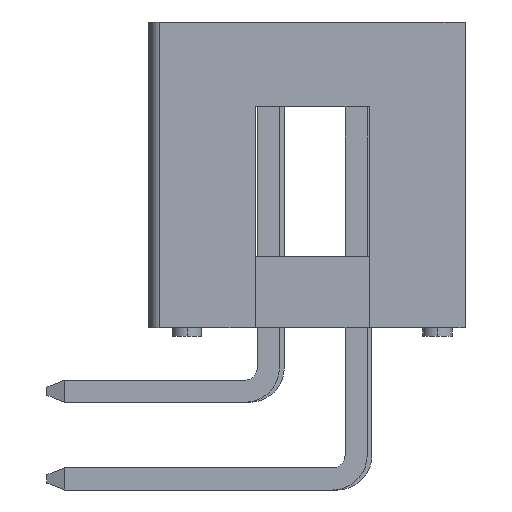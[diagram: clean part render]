
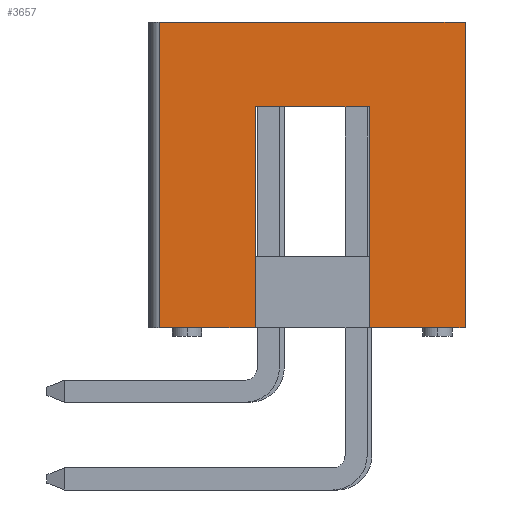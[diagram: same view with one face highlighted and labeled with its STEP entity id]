
A CAD part, left-side view. The second image highlights one B-rep face of the part: STEP entity #3657.
In plain terms, the highlighted planar face has unit normal (-1, 0, 0).
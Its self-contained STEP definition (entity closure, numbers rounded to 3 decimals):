
#3657=ADVANCED_FACE('',(#7548),#7549,.T.);
#7548=FACE_OUTER_BOUND('',#12014,.T.);
#7549=PLANE('',#12015);
#12014=EDGE_LOOP('',(#21328,#21329,#21330,#21331,#21332,#21333,#21334,#21335));
#12015=AXIS2_PLACEMENT_3D('',#21336,#21337,#21338);
#21328=ORIENTED_EDGE('',*,*,#28237,.T.);
#21329=ORIENTED_EDGE('',*,*,#28238,.T.);
#21330=ORIENTED_EDGE('',*,*,#27979,.F.);
#21331=ORIENTED_EDGE('',*,*,#28229,.T.);
#21332=ORIENTED_EDGE('',*,*,#28239,.T.);
#21333=ORIENTED_EDGE('',*,*,#28234,.F.);
#21334=ORIENTED_EDGE('',*,*,#27983,.F.);
#21335=ORIENTED_EDGE('',*,*,#28240,.F.);
#21336=CARTESIAN_POINT('',(-35.58,-4.425,-4.425));
#21337=DIRECTION('',(-1.0,0.0,0.0));
#21338=DIRECTION('',(0.0,0.0,1.0));
#27979=EDGE_CURVE('',#33695,#33697,#33698,.T.);
#27983=EDGE_CURVE('',#33703,#33705,#33706,.T.);
#28229=EDGE_CURVE('',#33695,#34176,#34178,.T.);
#28234=EDGE_CURVE('',#33705,#34185,#34186,.T.);
#28237=EDGE_CURVE('',#34189,#34190,#34191,.T.);
#28238=EDGE_CURVE('',#34190,#33697,#34192,.T.);
#28239=EDGE_CURVE('',#34176,#34185,#34193,.T.);
#28240=EDGE_CURVE('',#34189,#33703,#34194,.T.);
#33695=VERTEX_POINT('',#41884);
#33697=VERTEX_POINT('',#41887);
#33698=LINE('',#41888,#41889);
#33703=VERTEX_POINT('',#41896);
#33705=VERTEX_POINT('',#41899);
#33706=LINE('',#41900,#41901);
#34176=VERTEX_POINT('',#42599);
#34178=LINE('',#42602,#42603);
#34185=VERTEX_POINT('',#42613);
#34186=LINE('',#42614,#42615);
#34189=VERTEX_POINT('',#42619);
#34190=VERTEX_POINT('',#42620);
#34191=LINE('',#42621,#42622);
#34192=LINE('',#42623,#42624);
#34193=LINE('',#42625,#42626);
#34194=LINE('',#42627,#42628);
#41884=CARTESIAN_POINT('',(-35.58,-4.425,-4.425));
#41887=CARTESIAN_POINT('',(-35.58,-1.65,-4.425));
#41888=CARTESIAN_POINT('',(-35.58,-4.425,-4.425));
#41889=VECTOR('',#47625,1000.0);
#41896=CARTESIAN_POINT('',(-35.58,1.65,-4.425));
#41899=CARTESIAN_POINT('',(-35.58,4.425,-4.425));
#41900=CARTESIAN_POINT('',(-35.58,-4.425,-4.425));
#41901=VECTOR('',#47629,1000.0);
#42599=CARTESIAN_POINT('',(-35.58,-4.425,4.425));
#42602=CARTESIAN_POINT('',(-35.58,-4.425,-4.425));
#42603=VECTOR('',#47883,1000.0);
#42613=CARTESIAN_POINT('',(-35.58,4.425,4.425));
#42614=CARTESIAN_POINT('',(-35.58,4.425,-4.425));
#42615=VECTOR('',#47887,1000.0);
#42619=CARTESIAN_POINT('',(-35.58,1.65,1.975));
#42620=CARTESIAN_POINT('',(-35.58,-1.65,1.975));
#42621=CARTESIAN_POINT('',(-35.58,1.65,1.975));
#42622=VECTOR('',#47889,1000.0);
#42623=CARTESIAN_POINT('',(-35.58,-1.65,1.975));
#42624=VECTOR('',#47890,1000.0);
#42625=CARTESIAN_POINT('',(-35.58,-4.425,4.425));
#42626=VECTOR('',#47891,1000.0);
#42627=CARTESIAN_POINT('',(-35.58,1.65,1.975));
#42628=VECTOR('',#47892,1000.0);
#47625=DIRECTION('',(0.0,1.0,0.0));
#47629=DIRECTION('',(0.0,1.0,0.0));
#47883=DIRECTION('',(0.0,0.0,1.0));
#47887=DIRECTION('',(0.0,0.0,1.0));
#47889=DIRECTION('',(0.0,-1.0,0.0));
#47890=DIRECTION('',(0.0,0.0,-1.0));
#47891=DIRECTION('',(0.0,1.0,0.0));
#47892=DIRECTION('',(0.0,0.0,-1.0));
